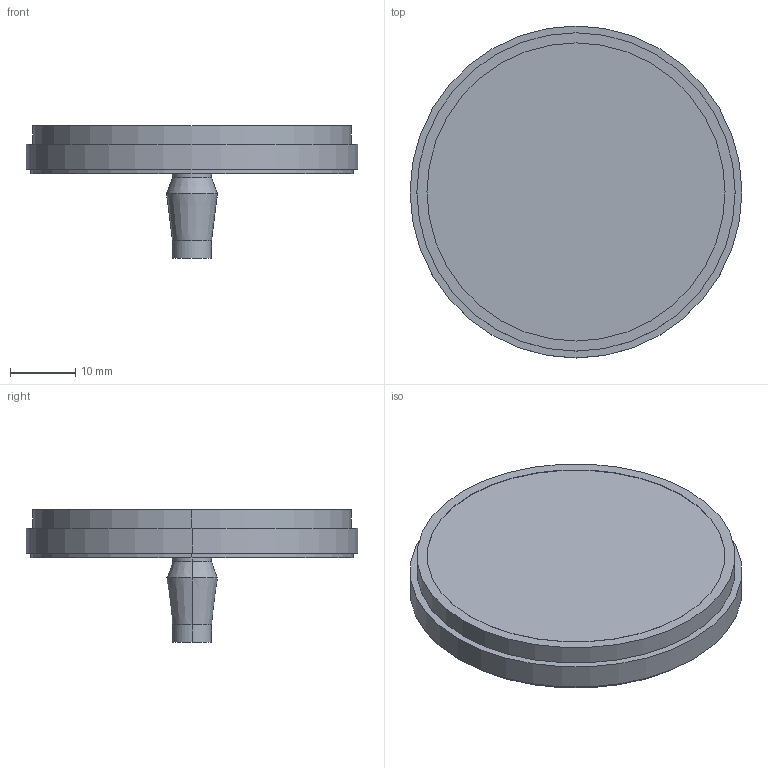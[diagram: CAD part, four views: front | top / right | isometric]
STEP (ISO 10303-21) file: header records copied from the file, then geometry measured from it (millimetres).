
FILE_DESCRIPTION((''),'2;1');
FILE_NAME('DBCAD2611_REF-A35','2017-06-08T',('cmozuch'),(''),'PRO/ENGINEER BY PARAMETRIC TECHNOLOGY CORPORATION, 2015440','PRO/ENGINEER BY PARAMETRIC TECHNOLOGY CORPORATION, 2015440','');
FILE_SCHEMA(('CONFIG_CONTROL_DESIGN'));
Length unit declared in the file: millimetre
Products named in the file (1): DBCAD2611_REF-A35
Bounding box: 51 x 51 x 20.4 mm (x, y, z)
Volume: 14890.7 mm3; surface area: 5536.7 mm2
Topology: 1 solids, 1 shells, 22 faces, 42 edges, 26 vertices
Faces by surface type: cylinder 12, plane 6, cone 4
Entity records: 952 total; most frequent: DIRECTION 112, CARTESIAN_POINT 90, ORIENTED_EDGE 84, COLOUR_RGB 83, AXIS2_PLACEMENT_3D 48, FILL_AREA_STYLE_COLOUR 44, FILL_AREA_STYLE 44, SURFACE_STYLE_FILL_AREA 44
